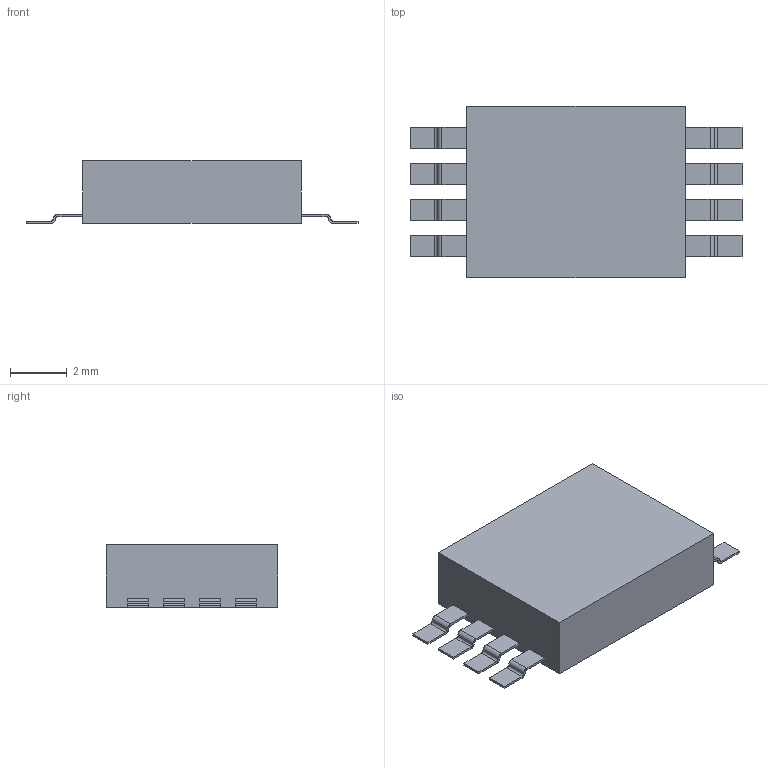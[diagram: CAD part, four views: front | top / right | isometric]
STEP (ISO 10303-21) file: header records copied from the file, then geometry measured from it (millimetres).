
FILE_DESCRIPTION(('STEP AP214'),'1');
FILE_NAME('SO8L_TOS','2023-04-16T10:26:08',(''),(''),'','','');
FILE_SCHEMA(('AUTOMOTIVE_DESIGN'));
Length unit declared in the file: millimetre
Products named in the file (1): product
Bounding box: 11.7 x 6.05 x 2.21 mm (x, y, z)
Volume: 103.9 mm3; surface area: 183.1 mm2
Topology: 9 solids, 9 shells, 118 faces, 300 edges, 200 vertices
Faces by surface type: plane 86, cylinder 32
Entity records: 3433 total; most frequent: DIRECTION 602, ORIENTED_EDGE 600, CARTESIAN_POINT 351, EDGE_CURVE 300, LINE 236, VECTOR 236, VERTEX_POINT 200, AXIS2_PLACEMENT_3D 183
